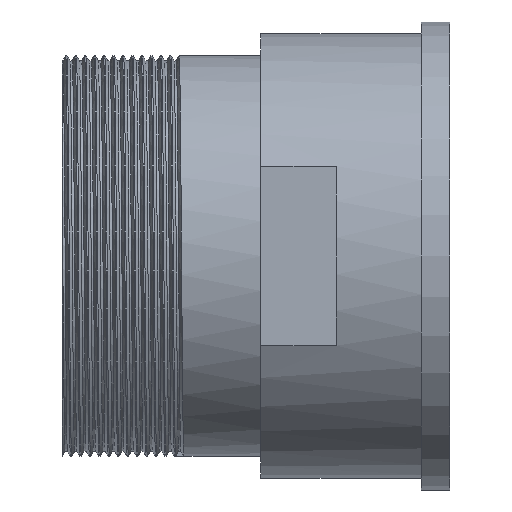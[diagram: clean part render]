
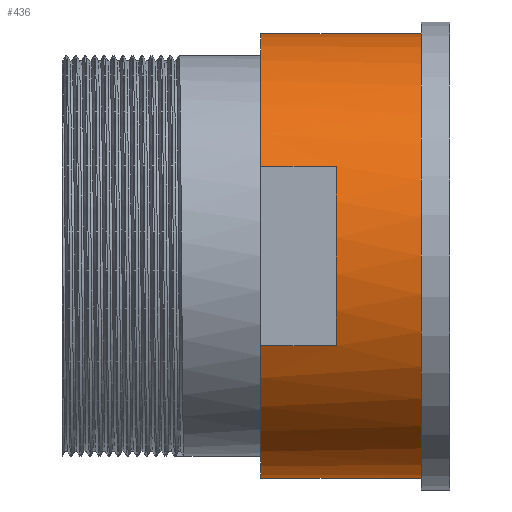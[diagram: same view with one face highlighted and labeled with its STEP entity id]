
A CAD part, front view. The second image highlights one B-rep face of the part: STEP entity #436.
In plain terms, the highlighted cylindrical face has radius 23.5 mm (diameter 47 mm), a partial arc.
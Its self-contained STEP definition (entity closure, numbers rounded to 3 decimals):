
#2 = CARTESIAN_POINT ( 'NONE',  ( -10., -21.5, 9.487 ) ) ;
#46 = CIRCLE ( 'NONE', #1294, 23.5 ) ;
#74 = VECTOR ( 'NONE', #1910, 1000. ) ;
#81 = DIRECTION ( 'NONE',  ( -1., 0., 0. ) ) ;
#129 = VECTOR ( 'NONE', #3011, 1000. ) ;
#143 = DIRECTION ( 'NONE',  ( -1., 0., 0. ) ) ;
#152 = AXIS2_PLACEMENT_3D ( 'NONE', #1677, #1931, #1123 ) ;
#161 = AXIS2_PLACEMENT_3D ( 'NONE', #1715, #1444, #657 ) ;
#194 = ORIENTED_EDGE ( 'NONE', *, *, #1530, .F. ) ;
#250 = EDGE_CURVE ( 'NONE', #3273, #852, #2175, .T. ) ;
#312 = LINE ( 'NONE', #3251, #74 ) ;
#333 = VERTEX_POINT ( 'NONE', #960 ) ;
#346 = VECTOR ( 'NONE', #81, 1000. ) ;
#387 = CARTESIAN_POINT ( 'NONE',  ( -2., 0., 0. ) ) ;
#401 = DIRECTION ( 'NONE',  ( 0., 0., -1. ) ) ;
#436 = ADVANCED_FACE ( 'NONE', ( #619 ), #2019, .T. ) ;
#573 = AXIS2_PLACEMENT_3D ( 'NONE', #1023, #721, #3246 ) ;
#619 = FACE_OUTER_BOUND ( 'NONE', #2924, .T. ) ;
#657 = DIRECTION ( 'NONE',  ( 0., 0., 1. ) ) ;
#718 = CARTESIAN_POINT ( 'NONE',  ( -2., -21.5, 9.487 ) ) ;
#721 = DIRECTION ( 'NONE',  ( -1., 0., 0. ) ) ;
#756 = CARTESIAN_POINT ( 'NONE',  ( -10., -21.5, -9.487 ) ) ;
#852 = VERTEX_POINT ( 'NONE', #3051 ) ;
#855 = CIRCLE ( 'NONE', #152, 23.5 ) ;
#960 = CARTESIAN_POINT ( 'NONE',  ( -10., 0., -23.5 ) ) ;
#1023 = CARTESIAN_POINT ( 'NONE',  ( 7., 0., 0. ) ) ;
#1041 = EDGE_CURVE ( 'NONE', #2154, #333, #1473, .T. ) ;
#1123 = DIRECTION ( 'NONE',  ( 0., 0., 1. ) ) ;
#1224 = DIRECTION ( 'NONE',  ( 1., 0., 0. ) ) ;
#1294 = AXIS2_PLACEMENT_3D ( 'NONE', #2005, #143, #2320 ) ;
#1377 = LINE ( 'NONE', #1416, #129 ) ;
#1379 = VERTEX_POINT ( 'NONE', #2 ) ;
#1416 = CARTESIAN_POINT ( 'NONE',  ( -45.952, -21.5, 9.487 ) ) ;
#1442 = CARTESIAN_POINT ( 'NONE',  ( 7., 0., -23.5 ) ) ;
#1444 = DIRECTION ( 'NONE',  ( -1., 0., 0. ) ) ;
#1471 = EDGE_CURVE ( 'NONE', #333, #1891, #855, .T. ) ;
#1473 = LINE ( 'NONE', #3050, #2665 ) ;
#1530 = EDGE_CURVE ( 'NONE', #1379, #3293, #46, .T. ) ;
#1677 = CARTESIAN_POINT ( 'NONE',  ( -10., 0., 0. ) ) ;
#1715 = CARTESIAN_POINT ( 'NONE',  ( -45.952, 0., 0. ) ) ;
#1816 = CARTESIAN_POINT ( 'NONE',  ( -10., 0., 23.5 ) ) ;
#1825 = EDGE_CURVE ( 'NONE', #2154, #3452, #3547, .T. ) ;
#1891 = VERTEX_POINT ( 'NONE', #756 ) ;
#1910 = DIRECTION ( 'NONE',  ( 1., 0., 0. ) ) ;
#1931 = DIRECTION ( 'NONE',  ( -1., 0., 0. ) ) ;
#2005 = CARTESIAN_POINT ( 'NONE',  ( -10., 0., 0. ) ) ;
#2019 = CYLINDRICAL_SURFACE ( 'NONE', #161, 23.5 ) ;
#2154 = VERTEX_POINT ( 'NONE', #1442 ) ;
#2175 = CIRCLE ( 'NONE', #3151, 23.5 ) ;
#2320 = DIRECTION ( 'NONE',  ( 0., 0., 1. ) ) ;
#2323 = CARTESIAN_POINT ( 'NONE',  ( -45.952, 0., 23.5 ) ) ;
#2475 = EDGE_CURVE ( 'NONE', #3452, #3293, #2829, .T. ) ;
#2502 = ORIENTED_EDGE ( 'NONE', *, *, #3475, .F. ) ;
#2532 = CARTESIAN_POINT ( 'NONE',  ( 7., 0., 23.5 ) ) ;
#2604 = ORIENTED_EDGE ( 'NONE', *, *, #250, .T. ) ;
#2665 = VECTOR ( 'NONE', #2797, 1000. ) ;
#2797 = DIRECTION ( 'NONE',  ( -1., 0., 0. ) ) ;
#2823 = ORIENTED_EDGE ( 'NONE', *, *, #1471, .F. ) ;
#2829 = LINE ( 'NONE', #2323, #346 ) ;
#2882 = EDGE_CURVE ( 'NONE', #1891, #852, #312, .T. ) ;
#2894 = ORIENTED_EDGE ( 'NONE', *, *, #1041, .F. ) ;
#2924 = EDGE_LOOP ( 'NONE', ( #2894, #2934, #3367, #194, #2502, #2604, #3062, #2823 ) ) ;
#2934 = ORIENTED_EDGE ( 'NONE', *, *, #1825, .T. ) ;
#3011 = DIRECTION ( 'NONE',  ( -1., 0., 0. ) ) ;
#3050 = CARTESIAN_POINT ( 'NONE',  ( -45.952, 0., -23.5 ) ) ;
#3051 = CARTESIAN_POINT ( 'NONE',  ( -2., -21.5, -9.487 ) ) ;
#3062 = ORIENTED_EDGE ( 'NONE', *, *, #2882, .F. ) ;
#3151 = AXIS2_PLACEMENT_3D ( 'NONE', #387, #1224, #401 ) ;
#3246 = DIRECTION ( 'NONE',  ( 0., 0., 1. ) ) ;
#3251 = CARTESIAN_POINT ( 'NONE',  ( -45.952, -21.5, -9.487 ) ) ;
#3273 = VERTEX_POINT ( 'NONE', #718 ) ;
#3293 = VERTEX_POINT ( 'NONE', #1816 ) ;
#3367 = ORIENTED_EDGE ( 'NONE', *, *, #2475, .T. ) ;
#3452 = VERTEX_POINT ( 'NONE', #2532 ) ;
#3475 = EDGE_CURVE ( 'NONE', #3273, #1379, #1377, .T. ) ;
#3547 = CIRCLE ( 'NONE', #573, 23.5 ) ;
